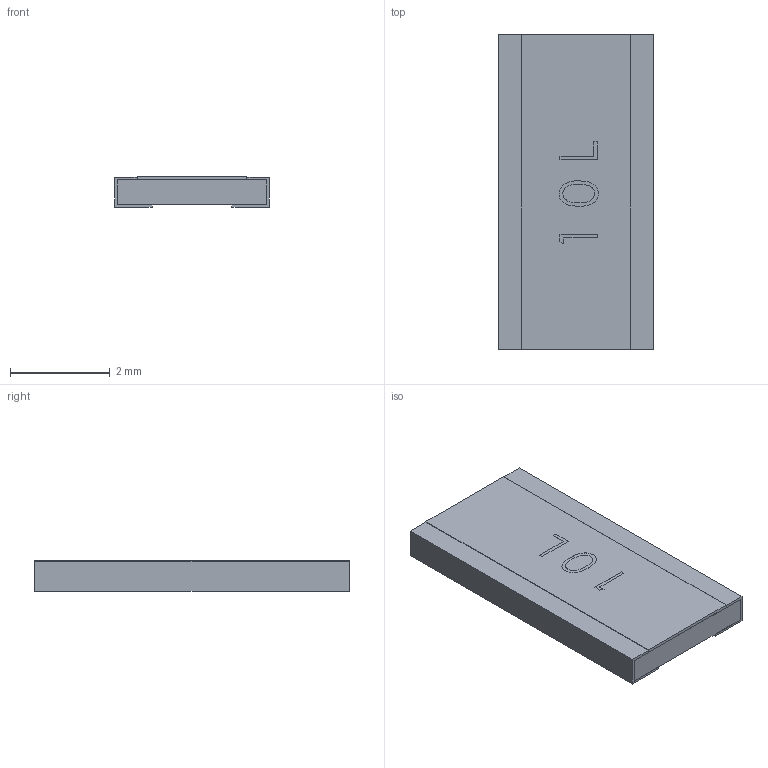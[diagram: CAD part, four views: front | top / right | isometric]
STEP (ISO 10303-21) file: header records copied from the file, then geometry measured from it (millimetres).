
FILE_DESCRIPTION(('FreeCAD Model'),'2;1');
FILE_NAME('1225.step','2018-04-19T12:10:52',( 'kicad StepUp'),('ksu MCAD'),'Open CASCADE STEP processor 7.2', 'FreeCAD','Unknown');
FILE_SCHEMA(('AUTOMOTIVE_DESIGN_CC2 { 1 2 10303 214 -1 1 5 4 }'));
Length unit declared in the file: millimetre
Products named in the file (1): 1225
Bounding box: 3.1 x 6.3 x 0.61 mm (x, y, z)
Volume: 11.4 mm3; surface area: 51 mm2
Topology: 1 solids, 1 shells, 55 faces, 143 edges, 94 vertices
Faces by surface type: plane 46, bspline 9
Entity records: 2766 total; most frequent: CARTESIAN_POINT 1078, ORIENTED_EDGE 286, DIRECTION 219, EDGE_CURVE 143, LINE 125, VECTOR 125, VERTEX_POINT 94, FACE_BOUND 59
